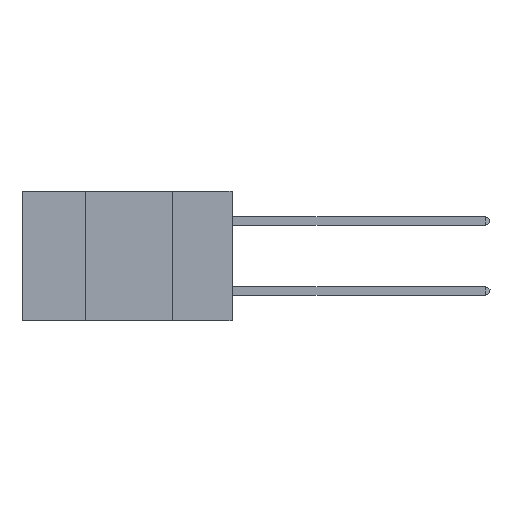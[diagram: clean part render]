
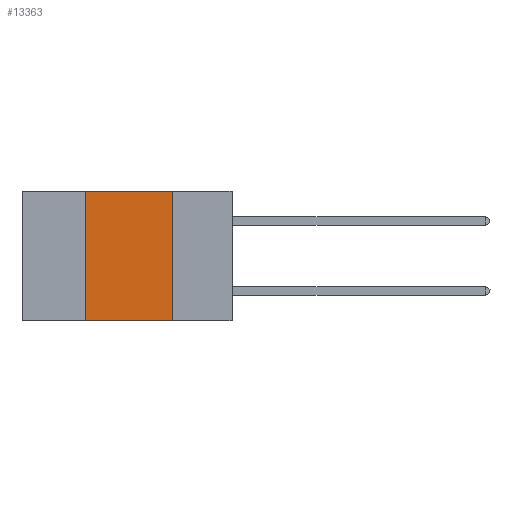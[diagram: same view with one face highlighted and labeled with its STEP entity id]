
A CAD part, left-side view. The second image highlights one B-rep face of the part: STEP entity #13363.
In plain terms, the highlighted planar face has unit normal (-1, 0, 0).
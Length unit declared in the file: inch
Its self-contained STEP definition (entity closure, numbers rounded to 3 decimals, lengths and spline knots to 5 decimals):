
#4 = ORIENTED_EDGE ( 'NONE', *, *, #8946, .T. ) ;
#1207 = DIRECTION ( 'NONE',  ( 0., -1., 0. ) ) ;
#2243 = DIRECTION ( 'NONE',  ( 0., 0., -1. ) ) ;
#2342 = DIRECTION ( 'NONE',  ( 0., 0., 1. ) ) ;
#2639 = CARTESIAN_POINT ( 'NONE',  ( 0., 0.42, 0. ) ) ;
#2905 = EDGE_LOOP ( 'NONE', ( #14819, #8918, #7991, #4 ) ) ;
#2924 = LINE ( 'NONE', #11668, #3640 ) ;
#3236 = LINE ( 'NONE', #4572, #14446 ) ;
#3264 = PLANE ( 'NONE',  #9377 ) ;
#3318 = CARTESIAN_POINT ( 'NONE',  ( 0., 0.6, 0. ) ) ;
#3640 = VECTOR ( 'NONE', #2342, 39.37008 ) ;
#4572 = CARTESIAN_POINT ( 'NONE',  ( 0., 0.17, 0. ) ) ;
#4758 = FACE_OUTER_BOUND ( 'NONE', #2905, .T. ) ;
#5056 = CARTESIAN_POINT ( 'NONE',  ( 0., 0.6, -0.37 ) ) ;
#5087 = LINE ( 'NONE', #5757, #14808 ) ;
#5445 = VECTOR ( 'NONE', #7251, 39.37008 ) ;
#5757 = CARTESIAN_POINT ( 'NONE',  ( 0., 0.6, 0. ) ) ;
#6008 = CARTESIAN_POINT ( 'NONE',  ( 0., 0.17, 0. ) ) ;
#6764 = DIRECTION ( 'NONE',  ( 0., 0., -1. ) ) ;
#7251 = DIRECTION ( 'NONE',  ( 0., -1., 0. ) ) ;
#7991 = ORIENTED_EDGE ( 'NONE', *, *, #9308, .F. ) ;
#8042 = DIRECTION ( 'NONE',  ( 1., 0., 0. ) ) ;
#8585 = VERTEX_POINT ( 'NONE', #13899 ) ;
#8918 = ORIENTED_EDGE ( 'NONE', *, *, #9516, .F. ) ;
#8946 = EDGE_CURVE ( 'NONE', #8585, #14839, #10720, .T. ) ;
#9308 = EDGE_CURVE ( 'NONE', #8585, #11158, #2924, .T. ) ;
#9377 = AXIS2_PLACEMENT_3D ( 'NONE', #3318, #8042, #2243 ) ;
#9516 = EDGE_CURVE ( 'NONE', #11158, #9945, #5087, .T. ) ;
#9945 = VERTEX_POINT ( 'NONE', #6008 ) ;
#10720 = LINE ( 'NONE', #5056, #5445 ) ;
#11158 = VERTEX_POINT ( 'NONE', #2639 ) ;
#11668 = CARTESIAN_POINT ( 'NONE',  ( 0., 0.42, 0. ) ) ;
#13363 = ADVANCED_FACE ( 'NONE', ( #4758 ), #3264, .F. ) ;
#13899 = CARTESIAN_POINT ( 'NONE',  ( 0., 0.42, -0.37 ) ) ;
#13986 = CARTESIAN_POINT ( 'NONE',  ( 0., 0.17, -0.37 ) ) ;
#14161 = EDGE_CURVE ( 'NONE', #9945, #14839, #3236, .T. ) ;
#14446 = VECTOR ( 'NONE', #6764, 39.37008 ) ;
#14808 = VECTOR ( 'NONE', #1207, 39.37008 ) ;
#14819 = ORIENTED_EDGE ( 'NONE', *, *, #14161, .F. ) ;
#14839 = VERTEX_POINT ( 'NONE', #13986 ) ;
